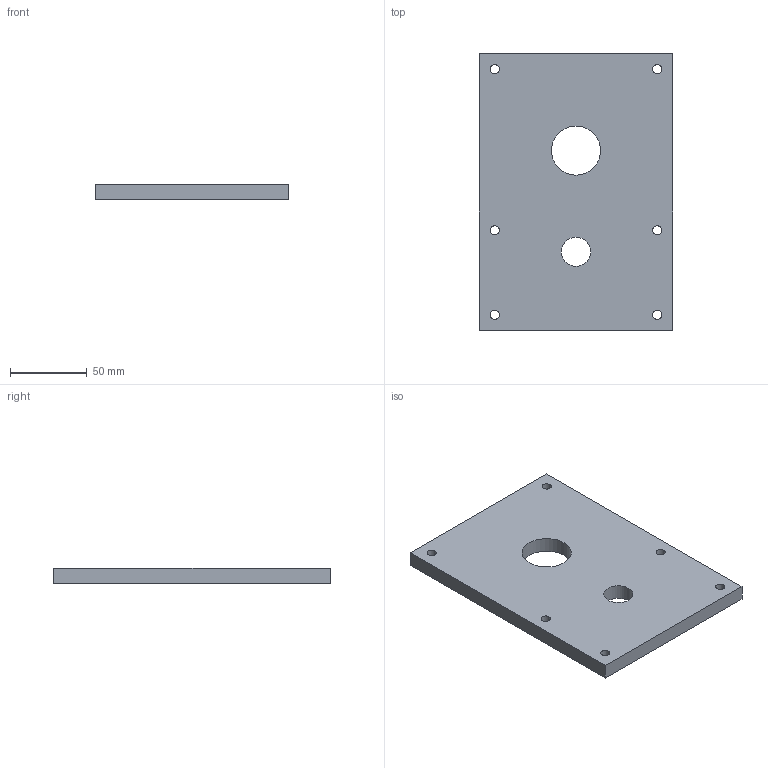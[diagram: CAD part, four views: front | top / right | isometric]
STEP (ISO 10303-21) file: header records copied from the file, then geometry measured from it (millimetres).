
FILE_DESCRIPTION(/* description */ (''),/* implementation_level */ '2;1');
FILE_NAME(/* name */ 'Girboksplate_innside_alene.stp',/* time_stamp */ '2015-03-07T13:19:02+01:00',/* author */ (''),/* organization */ (''),/* preprocessor_version */ 'ST-DEVELOPER v15',/* originating_system */ 'SIEMENS PLM Software NX 9.0',/* authorisation */ '');
FILE_SCHEMA (('CONFIG_CONTROL_DESIGN'));
Length unit declared in the file: millimetre
Products named in the file (1): Girboksplate_innside_alene
Bounding box: 126 x 180 x 10 mm (x, y, z)
Volume: 214225.8 mm3; surface area: 51698.3 mm2
Topology: 1 solids, 1 shells, 14 faces, 36 edges, 24 vertices
Faces by surface type: cylinder 8, plane 6
Full cylindrical faces by diameter (mm): 6 x6, 19 x1, 32 x1
Entity records: 518 total; most frequent: DIRECTION 76, CARTESIAN_POINT 68, ORIENTED_EDGE 56, EDGE_LOOP 38, FACE_BOUND 34, AXIS2_PLACEMENT_3D 32, EDGE_CURVE 28, VERTEX_POINT 24
